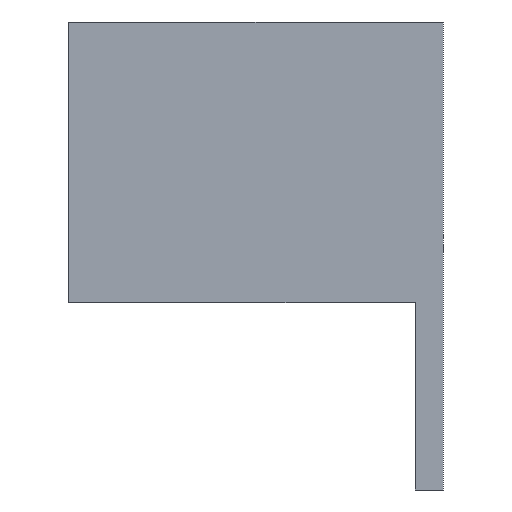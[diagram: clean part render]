
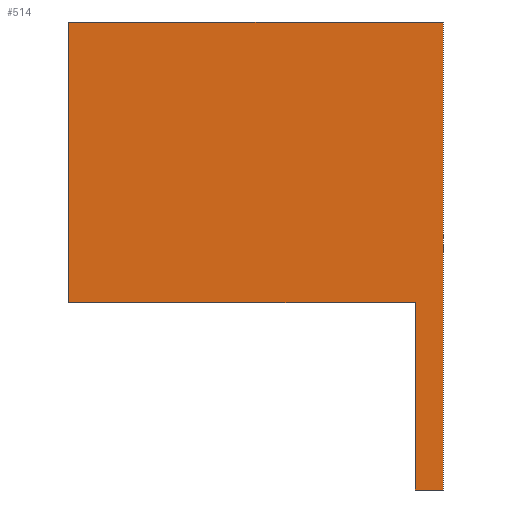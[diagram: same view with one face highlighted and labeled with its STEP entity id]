
A CAD part, front view. The second image highlights one B-rep face of the part: STEP entity #514.
In plain terms, the highlighted planar face has unit normal (0, -1, 0).
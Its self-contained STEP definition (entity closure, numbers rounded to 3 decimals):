
#428=CARTESIAN_POINT('',(240.,0.,0.));
#429=VERTEX_POINT('',#428);
#436=CARTESIAN_POINT('',(240.,0.,30.));
#437=VERTEX_POINT('',#436);
#438=CARTESIAN_POINT('',(240.,0.,30.));
#439=DIRECTION('',(0.,0.,-1.));
#440=VECTOR('',#439,30.);
#441=LINE('',#438,#440);
#442=EDGE_CURVE('',#437,#429,#441,.T.);
#468=CARTESIAN_POINT('',(257.5,0.,30.));
#469=DIRECTION('',(0.,1.,0.));
#470=DIRECTION('',(0.,0.,1.));
#471=AXIS2_PLACEMENT_3D('',#468,#469,#470);
#472=PLANE('',#471);
#473=CARTESIAN_POINT('',(277.,0.,0.));
#474=VERTEX_POINT('',#473);
#475=CARTESIAN_POINT('',(240.,0.,0.));
#476=DIRECTION('',(1.,0.,-0.));
#477=VECTOR('',#476,37.);
#478=LINE('',#475,#477);
#479=EDGE_CURVE('',#429,#474,#478,.T.);
#480=ORIENTED_EDGE('',*,*,#479,.T.);
#481=CARTESIAN_POINT('',(277.,0.,-20.));
#482=VERTEX_POINT('',#481);
#483=CARTESIAN_POINT('',(277.,0.,-20.));
#484=DIRECTION('',(0.,0.,1.));
#485=VECTOR('',#484,20.);
#486=LINE('',#483,#485);
#487=EDGE_CURVE('',#482,#474,#486,.T.);
#488=ORIENTED_EDGE('',*,*,#487,.F.);
#489=CARTESIAN_POINT('',(280.,0.,-20.));
#490=VERTEX_POINT('',#489);
#491=CARTESIAN_POINT('',(277.,0.,-20.));
#492=DIRECTION('',(1.,0.,-0.));
#493=VECTOR('',#492,3.);
#494=LINE('',#491,#493);
#495=EDGE_CURVE('',#482,#490,#494,.T.);
#496=ORIENTED_EDGE('',*,*,#495,.T.);
#497=CARTESIAN_POINT('',(280.,0.,30.));
#498=VERTEX_POINT('',#497);
#499=CARTESIAN_POINT('',(280.,0.,30.));
#500=DIRECTION('',(0.,0.,-1.));
#501=VECTOR('',#500,50.);
#502=LINE('',#499,#501);
#503=EDGE_CURVE('',#498,#490,#502,.T.);
#504=ORIENTED_EDGE('',*,*,#503,.F.);
#505=CARTESIAN_POINT('',(240.,0.,30.));
#506=DIRECTION('',(1.,0.,-0.));
#507=VECTOR('',#506,40.);
#508=LINE('',#505,#507);
#509=EDGE_CURVE('',#437,#498,#508,.T.);
#510=ORIENTED_EDGE('',*,*,#509,.F.);
#511=ORIENTED_EDGE('',*,*,#442,.T.);
#512=EDGE_LOOP('',(#480,#488,#496,#504,#510,#511));
#513=FACE_BOUND('',#512,.T.);
#514=ADVANCED_FACE('',(#513),#472,.F.);
